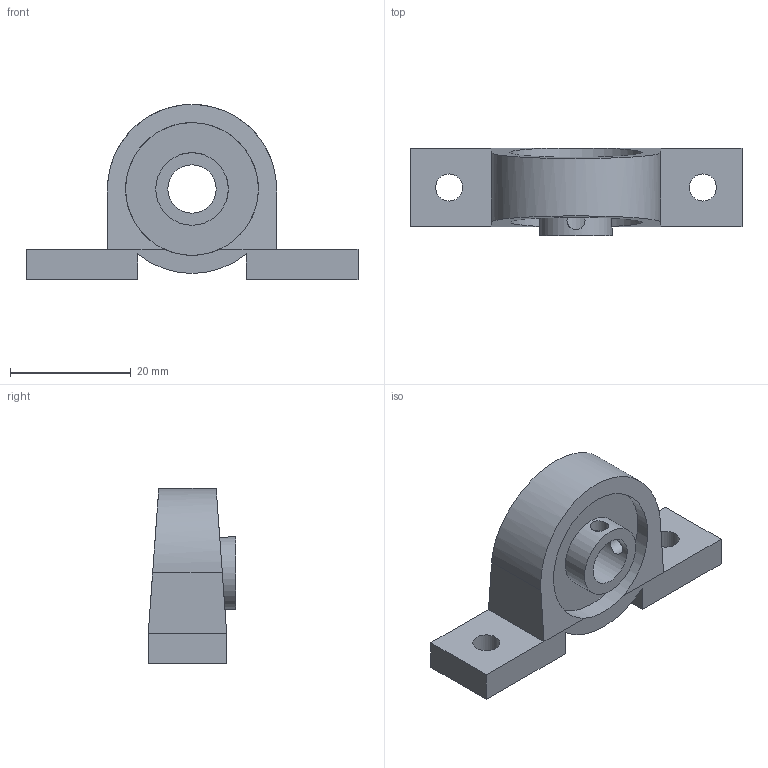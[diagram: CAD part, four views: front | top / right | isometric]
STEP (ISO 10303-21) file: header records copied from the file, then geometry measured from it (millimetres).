
FILE_DESCRIPTION(('FreeCAD Model'),'2;1');
FILE_NAME('Open CASCADE Shape Model','2024-06-28T16:07:09',(''),(''), 'Open CASCADE STEP processor 7.6','FreeCAD','Unknown');
FILE_SCHEMA(('AUTOMOTIVE_DESIGN { 1 0 10303 214 1 1 1 1 }'));
Length unit declared in the file: millimetre
Products named in the file (4): kp08; Housing; Bearing; Rotator
Assembly tree (3 placements, depth 2):
  kp08
    Housing
    Bearing
    Rotator
Bounding box: 55 x 14.5 x 29 mm (x, y, z)
Volume: 7838.4 mm3; surface area: 5931.1 mm2
Topology: 3 solids, 3 shells, 29 faces, 79 edges, 52 vertices
Faces by surface type: plane 18, cylinder 11
Full cylindrical faces by diameter (mm): 3 x2, 4.5 x2, 8 x1, 12 x2, 22 x2
Entity records: 1433 total; most frequent: CARTESIAN_POINT 571, DIRECTION 161, ORIENTED_EDGE 158, EDGE_CURVE 79, AXIS2_PLACEMENT_3D 57, VERTEX_POINT 52, LINE 47, VECTOR 47
